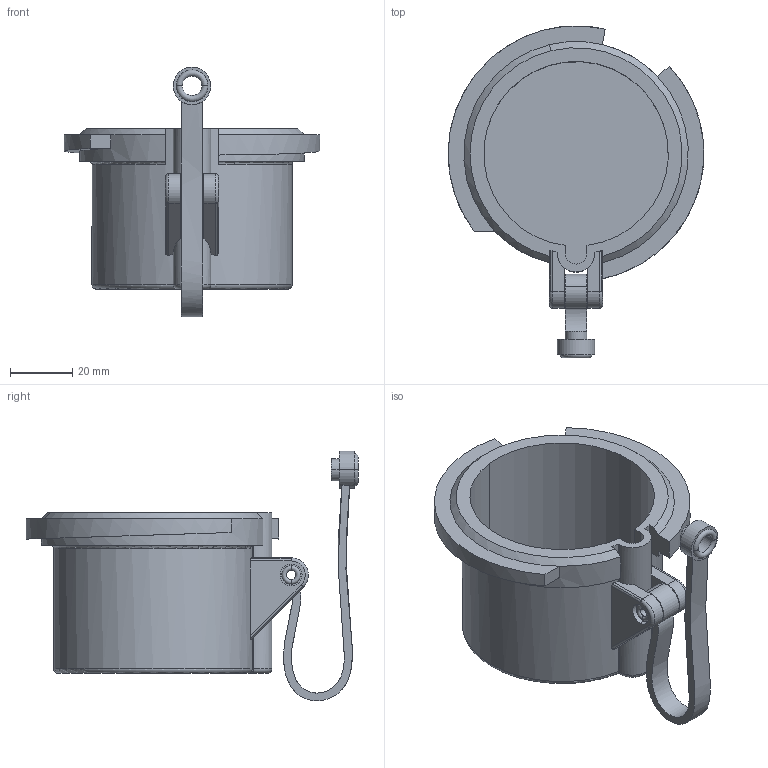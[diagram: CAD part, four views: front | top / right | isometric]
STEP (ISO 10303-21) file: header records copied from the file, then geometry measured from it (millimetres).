
FILE_DESCRIPTION (( 'STEP AP203' ), '1' );
FILE_NAME ('CC330.step', '2022-08-17T19:24:02', ( '' ), ( '' ), 'SwSTEP 2.0', 'SolidWorks 2021', '' );
FILE_SCHEMA (( 'CONFIG_CONTROL_DESIGN' ));
Length unit declared in the file: inch
Products named in the file (1): CC330
Bounding box: 81.87 x 106.29 x 79.98 mm (x, y, z)
Volume: 60320.5 mm3; surface area: 34070.1 mm2
Topology: 1 solids, 1 shells, 121 faces, 312 edges, 203 vertices
Faces by surface type: cylinder 58, plane 42, torus 17, cone 2, bspline 2
Entity records: 4689 total; most frequent: CARTESIAN_POINT 1574, DIRECTION 675, ORIENTED_EDGE 624, EDGE_CURVE 312, AXIS2_PLACEMENT_3D 273, VERTEX_POINT 203, CIRCLE 153, EDGE_LOOP 137
